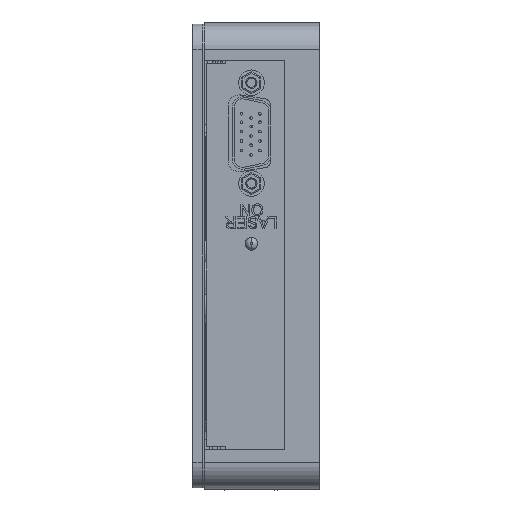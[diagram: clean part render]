
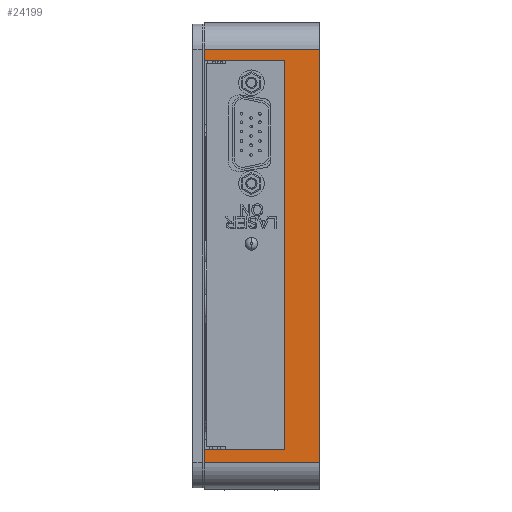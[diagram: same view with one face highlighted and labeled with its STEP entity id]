
A CAD part, left-side view. The second image highlights one B-rep face of the part: STEP entity #24199.
In plain terms, the highlighted planar face has unit normal (-1, 0, 0).
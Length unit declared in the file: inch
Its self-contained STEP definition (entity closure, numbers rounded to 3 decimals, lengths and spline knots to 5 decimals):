
#516 = DIRECTION ( 'NONE',  ( 0., 0., 1. ) ) ;
#587 = DIRECTION ( 'NONE',  ( 0., -1., 0. ) ) ;
#684 = EDGE_CURVE ( 'NONE', #16095, #23350, #11465, .T. ) ;
#954 = LINE ( 'NONE', #5583, #37190 ) ;
#2423 = VERTEX_POINT ( 'NONE', #19241 ) ;
#2789 = VECTOR ( 'NONE', #587, 39.37008 ) ;
#3360 = LINE ( 'NONE', #25015, #11605 ) ;
#5583 = CARTESIAN_POINT ( 'NONE',  ( -2.972, -0.9375, -1.8 ) ) ;
#6975 = VECTOR ( 'NONE', #41325, 39.37008 ) ;
#7288 = VECTOR ( 'NONE', #36116, 39.37008 ) ;
#7480 = CARTESIAN_POINT ( 'NONE',  ( -2.972, 0.1875, 2.23 ) ) ;
#8033 = CARTESIAN_POINT ( 'NONE',  ( -2.972, -0.5975, -1.675 ) ) ;
#8375 = ORIENTED_EDGE ( 'NONE', *, *, #684, .F. ) ;
#9251 = VECTOR ( 'NONE', #34242, 39.37008 ) ;
#11465 = LINE ( 'NONE', #30690, #9251 ) ;
#11605 = VECTOR ( 'NONE', #28529, 39.37008 ) ;
#12941 = CARTESIAN_POINT ( 'NONE',  ( -2.972, 0.1875, 2.23 ) ) ;
#13349 = VERTEX_POINT ( 'NONE', #22511 ) ;
#13656 = EDGE_CURVE ( 'NONE', #27063, #20517, #37504, .T. ) ;
#14046 = AXIS2_PLACEMENT_3D ( 'NONE', #18846, #43348, #22361 ) ;
#14419 = CARTESIAN_POINT ( 'NONE',  ( -2.972, -0.5975, -1.675 ) ) ;
#14868 = ORIENTED_EDGE ( 'NONE', *, *, #34218, .F. ) ;
#15215 = LINE ( 'NONE', #34289, #6975 ) ;
#16095 = VERTEX_POINT ( 'NONE', #20328 ) ;
#16980 = CARTESIAN_POINT ( 'NONE',  ( -2.972, 0.1875, -1.675 ) ) ;
#17942 = VECTOR ( 'NONE', #516, 39.37008 ) ;
#18009 = CARTESIAN_POINT ( 'NONE',  ( -2.972, 0.1875, -1.8 ) ) ;
#18846 = CARTESIAN_POINT ( 'NONE',  ( -2.972, 0.1875, -1.8 ) ) ;
#19241 = CARTESIAN_POINT ( 'NONE',  ( -2.972, -0.5975, 2.125 ) ) ;
#19483 = ORIENTED_EDGE ( 'NONE', *, *, #37884, .F. ) ;
#20271 = LINE ( 'NONE', #35914, #37825 ) ;
#20328 = CARTESIAN_POINT ( 'NONE',  ( -2.972, 0.1875, 2.125 ) ) ;
#20517 = VERTEX_POINT ( 'NONE', #16980 ) ;
#21457 = LINE ( 'NONE', #7480, #2789 ) ;
#22191 = CARTESIAN_POINT ( 'NONE',  ( -2.972, -0.9375, 2.23 ) ) ;
#22269 = ORIENTED_EDGE ( 'NONE', *, *, #13656, .T. ) ;
#22361 = DIRECTION ( 'NONE',  ( 0., 0., -1. ) ) ;
#22511 = CARTESIAN_POINT ( 'NONE',  ( -2.972, -0.9375, -1.8 ) ) ;
#23350 = VERTEX_POINT ( 'NONE', #12941 ) ;
#24199 = ADVANCED_FACE ( 'NONE', ( #40665 ), #32795, .F. ) ;
#25015 = CARTESIAN_POINT ( 'NONE',  ( -2.972, -0.5975, 2.125 ) ) ;
#25149 = EDGE_CURVE ( 'NONE', #23350, #29227, #21457, .T. ) ;
#25969 = VERTEX_POINT ( 'NONE', #27142 ) ;
#26264 = EDGE_CURVE ( 'NONE', #27063, #2423, #20271, .T. ) ;
#27063 = VERTEX_POINT ( 'NONE', #14419 ) ;
#27142 = CARTESIAN_POINT ( 'NONE',  ( -2.972, 0.1875, -1.8 ) ) ;
#27222 = LINE ( 'NONE', #18009, #17942 ) ;
#28529 = DIRECTION ( 'NONE',  ( 0., 1., 0. ) ) ;
#29227 = VERTEX_POINT ( 'NONE', #22191 ) ;
#30280 = DIRECTION ( 'NONE',  ( 0., 0., 1. ) ) ;
#30690 = CARTESIAN_POINT ( 'NONE',  ( -2.972, 0.1875, -1.8 ) ) ;
#32677 = DIRECTION ( 'NONE',  ( 0., 0., 1. ) ) ;
#32795 = PLANE ( 'NONE',  #14046 ) ;
#34218 = EDGE_CURVE ( 'NONE', #2423, #16095, #3360, .T. ) ;
#34242 = DIRECTION ( 'NONE',  ( 0., 0., 1. ) ) ;
#34289 = CARTESIAN_POINT ( 'NONE',  ( -2.972, 0.1875, -1.8 ) ) ;
#34559 = EDGE_LOOP ( 'NONE', ( #8375, #14868, #41515, #22269, #19483, #38263, #43412, #40823 ) ) ;
#35914 = CARTESIAN_POINT ( 'NONE',  ( -2.972, -0.5975, -1.675 ) ) ;
#36116 = DIRECTION ( 'NONE',  ( 0., 1., 0. ) ) ;
#37190 = VECTOR ( 'NONE', #30280, 39.37008 ) ;
#37504 = LINE ( 'NONE', #8033, #7288 ) ;
#37636 = EDGE_CURVE ( 'NONE', #13349, #29227, #954, .T. ) ;
#37825 = VECTOR ( 'NONE', #32677, 39.37008 ) ;
#37884 = EDGE_CURVE ( 'NONE', #25969, #20517, #27222, .T. ) ;
#38263 = ORIENTED_EDGE ( 'NONE', *, *, #41732, .T. ) ;
#40665 = FACE_OUTER_BOUND ( 'NONE', #34559, .T. ) ;
#40823 = ORIENTED_EDGE ( 'NONE', *, *, #25149, .F. ) ;
#41325 = DIRECTION ( 'NONE',  ( 0., -1., 0. ) ) ;
#41515 = ORIENTED_EDGE ( 'NONE', *, *, #26264, .F. ) ;
#41732 = EDGE_CURVE ( 'NONE', #25969, #13349, #15215, .T. ) ;
#43348 = DIRECTION ( 'NONE',  ( 1., 0., 0. ) ) ;
#43412 = ORIENTED_EDGE ( 'NONE', *, *, #37636, .T. ) ;
